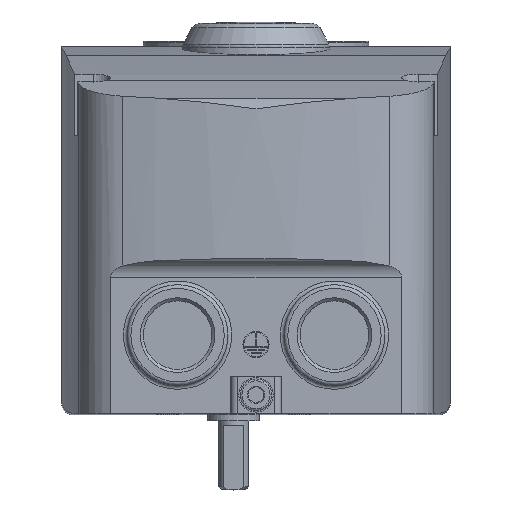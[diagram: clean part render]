
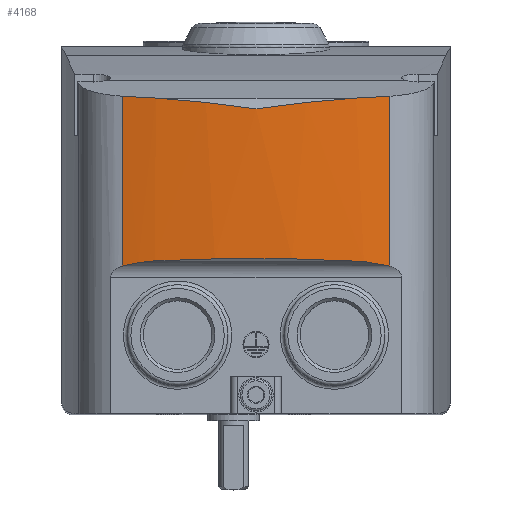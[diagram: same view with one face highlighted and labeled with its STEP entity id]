
A CAD part, top view. The second image highlights one B-rep face of the part: STEP entity #4168.
In plain terms, the highlighted cylindrical face has radius 165 mm (diameter 330 mm), a partial arc.
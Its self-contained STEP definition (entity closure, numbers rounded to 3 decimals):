
#93=B_SPLINE_CURVE_WITH_KNOTS('',3,(#6563,#6564,#6565,#6566),
 .UNSPECIFIED.,.F.,.F.,(4,4),(0.,0.009),
 .UNSPECIFIED.);
#94=B_SPLINE_CURVE_WITH_KNOTS('',3,(#6570,#6571,#6572,#6573),
 .UNSPECIFIED.,.F.,.F.,(4,4),(0.,0.009),.UNSPECIFIED.);
#102=B_SPLINE_CURVE_WITH_KNOTS('',3,(#6670,#6671,#6672,#6673,#6674,#6675,
#6676,#6677,#6678,#6679,#6680,#6681,#6682),.UNSPECIFIED.,.F.,.F.,(4,1,1,
1,1,1,1,1,1,1,4),(0.,0.005,0.009,0.018,
0.027,0.036,0.045,0.054,
0.064,0.068,0.073),.UNSPECIFIED.);
#103=B_SPLINE_CURVE_WITH_KNOTS('',3,(#6686,#6687,#6688,#6689,#6690),
 .UNSPECIFIED.,.F.,.F.,(4,1,4),(0.,0.014,0.027),
 .UNSPECIFIED.);
#104=B_SPLINE_CURVE_WITH_KNOTS('',3,(#6692,#6693,#6694,#6695,#6696),
 .UNSPECIFIED.,.F.,.F.,(4,1,4),(0.,0.014,0.027),
 .UNSPECIFIED.);
#148=CYLINDRICAL_SURFACE('',#4507,165.);
#310=LINE('',#6685,#621);
#311=LINE('',#6697,#622);
#621=VECTOR('',#5148,1000.);
#622=VECTOR('',#5149,1000.);
#1023=ORIENTED_EDGE('',*,*,#2150,.F.);
#1024=ORIENTED_EDGE('',*,*,#2151,.F.);
#1025=ORIENTED_EDGE('',*,*,#2124,.T.);
#1026=ORIENTED_EDGE('',*,*,#2152,.T.);
#1027=ORIENTED_EDGE('',*,*,#2153,.T.);
#1028=ORIENTED_EDGE('',*,*,#2122,.T.);
#1029=ORIENTED_EDGE('',*,*,#2154,.T.);
#2122=EDGE_CURVE('',#2687,#2686,#93,.T.);
#2124=EDGE_CURVE('',#2689,#2688,#94,.T.);
#2150=EDGE_CURVE('',#2704,#2705,#102,.T.);
#2151=EDGE_CURVE('',#2689,#2704,#310,.T.);
#2152=EDGE_CURVE('',#2688,#2706,#103,.T.);
#2153=EDGE_CURVE('',#2706,#2687,#104,.F.);
#2154=EDGE_CURVE('',#2686,#2705,#311,.T.);
#2686=VERTEX_POINT('',#6562);
#2687=VERTEX_POINT('',#6567);
#2688=VERTEX_POINT('',#6569);
#2689=VERTEX_POINT('',#6574);
#2704=VERTEX_POINT('',#6683);
#2705=VERTEX_POINT('',#6684);
#2706=VERTEX_POINT('',#6691);
#3214=EDGE_LOOP('',(#1023,#1024,#1025,#1026,#1027,#1028,#1029));
#3619=FACE_BOUND('',#3214,.T.);
#4168=ADVANCED_FACE('',(#3619),#148,.T.);
#4507=AXIS2_PLACEMENT_3D('',#6669,#5146,#5147);
#5146=DIRECTION('',(0.,-1.,0.));
#5147=DIRECTION('',(0.,0.,-1.));
#5148=DIRECTION('',(0.,-1.,0.));
#5149=DIRECTION('',(0.,-1.,0.));
#6562=CARTESIAN_POINT('',(-35.826,84.979,127.064));
#6563=CARTESIAN_POINT('',(-26.813,84.495,128.807));
#6564=CARTESIAN_POINT('',(-29.835,84.634,128.309));
#6565=CARTESIAN_POINT('',(-32.839,84.796,127.728));
#6566=CARTESIAN_POINT('',(-35.826,84.979,127.064));
#6567=CARTESIAN_POINT('',(-26.813,84.495,128.807));
#6569=CARTESIAN_POINT('',(26.813,84.495,128.807));
#6570=CARTESIAN_POINT('',(35.826,84.979,127.064));
#6571=CARTESIAN_POINT('',(32.839,84.796,127.728));
#6572=CARTESIAN_POINT('',(29.835,84.634,128.309));
#6573=CARTESIAN_POINT('',(26.813,84.495,128.807));
#6574=CARTESIAN_POINT('',(35.826,84.979,127.064));
#6669=CARTESIAN_POINT('',(0.,98.4,-34.));
#6670=CARTESIAN_POINT('',(35.826,39.521,127.064));
#6671=CARTESIAN_POINT('',(34.391,39.929,127.383));
#6672=CARTESIAN_POINT('',(31.476,40.475,127.991));
#6673=CARTESIAN_POINT('',(25.542,41.107,129.06));
#6674=CARTESIAN_POINT('',(18.04,41.386,130.094));
#6675=CARTESIAN_POINT('',(9.044,41.443,130.834));
#6676=CARTESIAN_POINT('',(0.022,41.436,131.082));
#6677=CARTESIAN_POINT('',(-9.011,41.443,130.837));
#6678=CARTESIAN_POINT('',(-18.08,41.385,130.09));
#6679=CARTESIAN_POINT('',(-25.552,41.105,129.058));
#6680=CARTESIAN_POINT('',(-31.459,40.477,127.994));
#6681=CARTESIAN_POINT('',(-34.38,39.932,127.385));
#6682=CARTESIAN_POINT('',(-35.826,39.521,127.064));
#6683=CARTESIAN_POINT('',(35.826,39.521,127.064));
#6684=CARTESIAN_POINT('',(-35.826,39.521,127.064));
#6685=CARTESIAN_POINT('',(35.826,98.4,127.064));
#6686=CARTESIAN_POINT('',(26.813,84.495,128.807));
#6687=CARTESIAN_POINT('',(22.355,84.29,129.541));
#6688=CARTESIAN_POINT('',(13.413,83.414,130.637));
#6689=CARTESIAN_POINT('',(4.48,82.21,131.));
#6690=CARTESIAN_POINT('',(0.,81.606,131.));
#6691=CARTESIAN_POINT('',(0.,81.606,131.));
#6692=CARTESIAN_POINT('',(-26.813,84.495,128.807));
#6693=CARTESIAN_POINT('',(-22.355,84.29,129.541));
#6694=CARTESIAN_POINT('',(-13.413,83.414,130.637));
#6695=CARTESIAN_POINT('',(-4.48,82.21,131.));
#6696=CARTESIAN_POINT('',(0.,81.606,131.));
#6697=CARTESIAN_POINT('',(-35.826,98.4,127.064));
